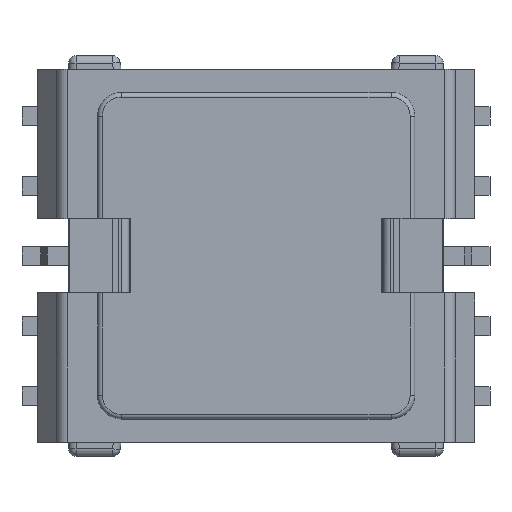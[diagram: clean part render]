
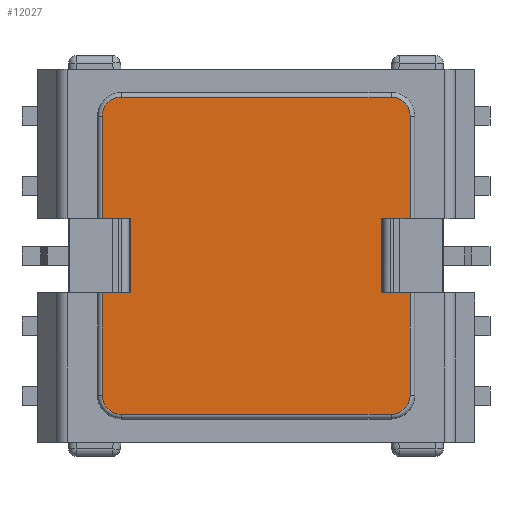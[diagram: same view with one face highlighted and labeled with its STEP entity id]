
A CAD part, top view. The second image highlights one B-rep face of the part: STEP entity #12027.
In plain terms, the highlighted face is planar.
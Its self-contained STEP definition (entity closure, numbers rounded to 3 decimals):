
#307=PLANE('',#12797);
#604=CIRCLE('',#12684,1.02);
#608=CIRCLE('',#12690,1.02);
#615=CIRCLE('',#12700,1.02);
#619=CIRCLE('',#12706,1.02);
#1421=LINE('',#17582,#2346);
#1422=LINE('',#17593,#2347);
#1424=LINE('',#17605,#2349);
#1426=LINE('',#17611,#2351);
#1429=LINE('',#17627,#2354);
#1431=LINE('',#17639,#2356);
#1433=LINE('',#17643,#2358);
#1457=LINE('',#17710,#2382);
#1486=LINE('',#17792,#2411);
#1496=LINE('',#17823,#2421);
#1515=LINE('',#17868,#2440);
#1524=LINE('',#17897,#2449);
#2346=VECTOR('',#14816,1000.);
#2347=VECTOR('',#14829,1000.);
#2349=VECTOR('',#14843,1000.);
#2351=VECTOR('',#14849,1000.);
#2354=VECTOR('',#14866,1000.);
#2356=VECTOR('',#14880,1000.);
#2358=VECTOR('',#14884,1000.);
#2382=VECTOR('',#14948,1000.);
#2411=VECTOR('',#15029,1000.);
#2421=VECTOR('',#15053,1000.);
#2440=VECTOR('',#15100,1000.);
#2449=VECTOR('',#15123,1000.);
#4874=ORIENTED_EDGE('',*,*,#6115,.T.);
#4875=ORIENTED_EDGE('',*,*,#6110,.T.);
#4876=ORIENTED_EDGE('',*,*,#6203,.T.);
#4877=ORIENTED_EDGE('',*,*,#6219,.T.);
#4878=ORIENTED_EDGE('',*,*,#6126,.F.);
#4879=ORIENTED_EDGE('',*,*,#6096,.T.);
#4880=ORIENTED_EDGE('',*,*,#6098,.T.);
#4881=ORIENTED_EDGE('',*,*,#6101,.T.);
#4882=ORIENTED_EDGE('',*,*,#6104,.T.);
#4883=ORIENTED_EDGE('',*,*,#6107,.T.);
#4884=ORIENTED_EDGE('',*,*,#6160,.T.);
#4885=ORIENTED_EDGE('',*,*,#6257,.F.);
#4886=ORIENTED_EDGE('',*,*,#6242,.F.);
#4887=ORIENTED_EDGE('',*,*,#6124,.T.);
#4888=ORIENTED_EDGE('',*,*,#6121,.T.);
#4889=ORIENTED_EDGE('',*,*,#6118,.T.);
#6096=EDGE_CURVE('',#6982,#6984,#1421,.T.);
#6098=EDGE_CURVE('',#6984,#6986,#604,.T.);
#6101=EDGE_CURVE('',#6986,#6988,#1422,.T.);
#6104=EDGE_CURVE('',#6988,#6990,#608,.T.);
#6107=EDGE_CURVE('',#6990,#6991,#1424,.T.);
#6110=EDGE_CURVE('',#6995,#6993,#1426,.T.);
#6115=EDGE_CURVE('',#6997,#6995,#615,.T.);
#6118=EDGE_CURVE('',#6999,#6997,#1429,.T.);
#6121=EDGE_CURVE('',#7001,#6999,#619,.T.);
#6124=EDGE_CURVE('',#7004,#7001,#1431,.T.);
#6126=EDGE_CURVE('',#6982,#7006,#1433,.T.);
#6160=EDGE_CURVE('',#6991,#7029,#1457,.T.);
#6203=EDGE_CURVE('',#6993,#7056,#1486,.T.);
#6219=EDGE_CURVE('',#7056,#7006,#1496,.T.);
#6242=EDGE_CURVE('',#7004,#7082,#1515,.T.);
#6257=EDGE_CURVE('',#7082,#7029,#1524,.T.);
#6982=VERTEX_POINT('',#17577);
#6984=VERTEX_POINT('',#17581);
#6986=VERTEX_POINT('',#17586);
#6988=VERTEX_POINT('',#17592);
#6990=VERTEX_POINT('',#17598);
#6991=VERTEX_POINT('',#17603);
#6993=VERTEX_POINT('',#17609);
#6995=VERTEX_POINT('',#17612);
#6997=VERTEX_POINT('',#17618);
#6999=VERTEX_POINT('',#17624);
#7001=VERTEX_POINT('',#17630);
#7004=VERTEX_POINT('',#17637);
#7006=VERTEX_POINT('',#17644);
#7029=VERTEX_POINT('',#17711);
#7056=VERTEX_POINT('',#17793);
#7082=VERTEX_POINT('',#17869);
#7625=EDGE_LOOP('',(#4874,#4875,#4876,#4877,#4878,#4879,#4880,#4881,#4882,
#4883,#4884,#4885,#4886,#4887,#4888,#4889));
#8107=FACE_BOUND('',#7625,.T.);
#12027=ADVANCED_FACE('',(#8107),#307,.T.);
#12684=AXIS2_PLACEMENT_3D('',#17587,#14821,#14822);
#12690=AXIS2_PLACEMENT_3D('',#17599,#14835,#14836);
#12700=AXIS2_PLACEMENT_3D('',#17621,#14859,#14860);
#12706=AXIS2_PLACEMENT_3D('',#17633,#14873,#14874);
#12797=AXIS2_PLACEMENT_3D('',#17942,#15169,#15170);
#14816=DIRECTION('',(0.,0.,-1.));
#14821=DIRECTION('',(0.,1.,0.));
#14822=DIRECTION('',(-1.,0.,0.));
#14829=DIRECTION('',(-1.,0.,0.));
#14835=DIRECTION('',(0.,1.,0.));
#14836=DIRECTION('',(-1.,0.,0.));
#14843=DIRECTION('',(0.,0.,1.));
#14849=DIRECTION('',(0.,0.,-1.));
#14859=DIRECTION('',(0.,1.,0.));
#14860=DIRECTION('',(-1.,0.,0.));
#14866=DIRECTION('',(1.,0.,0.));
#14873=DIRECTION('',(0.,1.,0.));
#14874=DIRECTION('',(-1.,0.,0.));
#14880=DIRECTION('',(0.,0.,1.));
#14884=DIRECTION('',(-1.,0.,0.));
#14948=DIRECTION('',(1.,0.,0.));
#15029=DIRECTION('',(-1.,0.,0.));
#15053=DIRECTION('',(0.,0.,-1.));
#15100=DIRECTION('',(1.,0.,0.));
#15123=DIRECTION('',(0.,0.,-1.));
#15169=DIRECTION('',(0.,1.,0.));
#15170=DIRECTION('',(-1.,0.,0.));
#17577=CARTESIAN_POINT('',(-4.713,10.26,-13.545));
#17581=CARTESIAN_POINT('',(-4.713,10.26,-19.035));
#17582=CARTESIAN_POINT('',(-4.713,10.26,-11.555));
#17586=CARTESIAN_POINT('',(-5.733,10.26,-20.055));
#17587=CARTESIAN_POINT('',(-5.733,10.26,-19.035));
#17592=CARTESIAN_POINT('',(-20.193,10.26,-20.055));
#17593=CARTESIAN_POINT('',(-20.193,10.26,-20.055));
#17598=CARTESIAN_POINT('',(-21.213,10.26,-19.035));
#17599=CARTESIAN_POINT('',(-20.193,10.26,-19.035));
#17603=CARTESIAN_POINT('',(-21.213,10.26,-13.545));
#17605=CARTESIAN_POINT('',(-21.213,10.26,-11.555));
#17609=CARTESIAN_POINT('',(-4.713,10.26,-9.565));
#17611=CARTESIAN_POINT('',(-4.713,10.26,-11.555));
#17612=CARTESIAN_POINT('',(-4.713,10.26,-4.075));
#17618=CARTESIAN_POINT('',(-5.733,10.26,-3.055));
#17621=CARTESIAN_POINT('',(-5.733,10.26,-4.075));
#17624=CARTESIAN_POINT('',(-20.193,10.26,-3.055));
#17627=CARTESIAN_POINT('',(-5.733,10.26,-3.055));
#17630=CARTESIAN_POINT('',(-21.213,10.26,-4.075));
#17633=CARTESIAN_POINT('',(-20.193,10.26,-4.075));
#17637=CARTESIAN_POINT('',(-21.213,10.26,-9.565));
#17639=CARTESIAN_POINT('',(-21.213,10.26,-11.555));
#17643=CARTESIAN_POINT('',(-1.238,10.26,-13.545));
#17644=CARTESIAN_POINT('',(-6.233,10.26,-13.545));
#17710=CARTESIAN_POINT('',(-24.689,10.26,-13.545));
#17711=CARTESIAN_POINT('',(-19.693,10.26,-13.545));
#17792=CARTESIAN_POINT('',(-1.238,10.26,-9.565));
#17793=CARTESIAN_POINT('',(-6.233,10.26,-9.565));
#17823=CARTESIAN_POINT('',(-6.233,10.26,-11.555));
#17868=CARTESIAN_POINT('',(-24.689,10.26,-9.565));
#17869=CARTESIAN_POINT('',(-19.693,10.26,-9.565));
#17897=CARTESIAN_POINT('',(-19.693,10.26,-11.555));
#17942=CARTESIAN_POINT('',(-21.463,10.26,-11.555));
